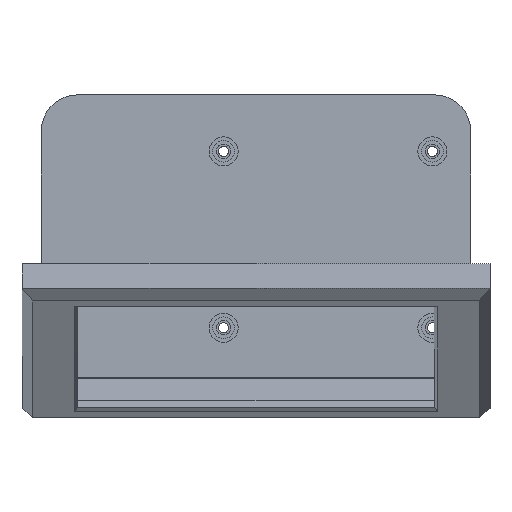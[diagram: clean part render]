
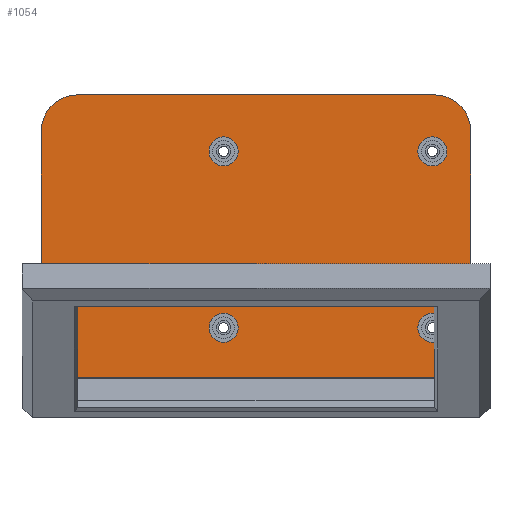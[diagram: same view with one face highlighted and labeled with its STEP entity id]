
A CAD part, top view. The second image highlights one B-rep face of the part: STEP entity #1054.
In plain terms, the highlighted planar face has unit normal (0, 0, 1).
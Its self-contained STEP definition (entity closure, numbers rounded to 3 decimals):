
#26=CIRCLE('',#1104,10.);
#32=CIRCLE('',#1113,10.);
#37=CIRCLE('',#1123,4.033);
#40=CIRCLE('',#1128,4.033);
#43=CIRCLE('',#1133,4.033);
#46=CIRCLE('',#1138,4.033);
#78=FACE_BOUND('',#215,.T.);
#79=FACE_BOUND('',#216,.T.);
#80=FACE_BOUND('',#217,.T.);
#81=FACE_BOUND('',#218,.T.);
#142=FACE_OUTER_BOUND('',#214,.T.);
#214=EDGE_LOOP('',(#941,#942,#943,#944,#945,#946));
#215=EDGE_LOOP('',(#947));
#216=EDGE_LOOP('',(#948));
#217=EDGE_LOOP('',(#949));
#218=EDGE_LOOP('',(#950));
#301=LINE('',#1643,#413);
#325=LINE('',#1738,#437);
#327=LINE('',#1741,#439);
#330=LINE('',#1746,#442);
#413=VECTOR('',#1329,10.);
#437=VECTOR('',#1441,10.);
#439=VECTOR('',#1445,10.);
#442=VECTOR('',#1452,10.);
#493=VERTEX_POINT('',#1618);
#494=VERTEX_POINT('',#1620);
#503=VERTEX_POINT('',#1642);
#504=VERTEX_POINT('',#1646);
#509=VERTEX_POINT('',#1666);
#512=VERTEX_POINT('',#1676);
#515=VERTEX_POINT('',#1686);
#518=VERTEX_POINT('',#1696);
#529=VERTEX_POINT('',#1735);
#530=VERTEX_POINT('',#1737);
#609=EDGE_CURVE('',#493,#494,#26,.T.);
#620=EDGE_CURVE('',#494,#503,#301,.T.);
#622=EDGE_CURVE('',#503,#504,#32,.T.);
#632=EDGE_CURVE('',#509,#509,#37,.T.);
#637=EDGE_CURVE('',#512,#512,#40,.T.);
#642=EDGE_CURVE('',#515,#515,#43,.T.);
#647=EDGE_CURVE('',#518,#518,#46,.T.);
#665=EDGE_CURVE('',#530,#529,#325,.T.);
#667=EDGE_CURVE('',#504,#529,#327,.F.);
#670=EDGE_CURVE('',#530,#493,#330,.F.);
#941=ORIENTED_EDGE('',*,*,#609,.F.);
#942=ORIENTED_EDGE('',*,*,#670,.F.);
#943=ORIENTED_EDGE('',*,*,#665,.T.);
#944=ORIENTED_EDGE('',*,*,#667,.F.);
#945=ORIENTED_EDGE('',*,*,#622,.F.);
#946=ORIENTED_EDGE('',*,*,#620,.F.);
#947=ORIENTED_EDGE('',*,*,#632,.F.);
#948=ORIENTED_EDGE('',*,*,#642,.F.);
#949=ORIENTED_EDGE('',*,*,#647,.F.);
#950=ORIENTED_EDGE('',*,*,#637,.F.);
#993=PLANE('',#1159);
#1054=ADVANCED_FACE('',(#142,#78,#79,#80,#81),#993,.T.);
#1104=AXIS2_PLACEMENT_3D('',#1621,#1308,#1309);
#1113=AXIS2_PLACEMENT_3D('',#1647,#1333,#1334);
#1123=AXIS2_PLACEMENT_3D('',#1667,#1358,#1359);
#1128=AXIS2_PLACEMENT_3D('',#1677,#1370,#1371);
#1133=AXIS2_PLACEMENT_3D('',#1687,#1382,#1383);
#1138=AXIS2_PLACEMENT_3D('',#1697,#1394,#1395);
#1159=AXIS2_PLACEMENT_3D('',#1747,#1453,#1454);
#1308=DIRECTION('center_axis',(0.,0.,-1.));
#1309=DIRECTION('ref_axis',(-0.707,0.707,0.));
#1329=DIRECTION('',(1.,0.,0.));
#1333=DIRECTION('center_axis',(0.,0.,-1.));
#1334=DIRECTION('ref_axis',(0.707,0.707,0.));
#1358=DIRECTION('center_axis',(0.,0.,
1.));
#1359=DIRECTION('ref_axis',(0.,-1.,0.));
#1370=DIRECTION('center_axis',(0.,0.,
1.));
#1371=DIRECTION('ref_axis',(0.,-1.,0.));
#1382=DIRECTION('center_axis',(0.,0.,
1.));
#1383=DIRECTION('ref_axis',(0.,-1.,0.));
#1394=DIRECTION('center_axis',(0.,0.,
1.));
#1395=DIRECTION('ref_axis',(0.,-1.,0.));
#1441=DIRECTION('',(1.,0.,0.));
#1445=DIRECTION('',(0.,1.,0.));
#1452=DIRECTION('',(0.,-1.,0.));
#1453=DIRECTION('center_axis',(0.,0.,1.));
#1454=DIRECTION('ref_axis',(1.,0.,0.));
#1618=CARTESIAN_POINT('',(-59.6,-24.8,-1.));
#1620=CARTESIAN_POINT('',(-49.6,-14.8,-1.));
#1621=CARTESIAN_POINT('Origin',(-49.6,-24.8,-1.));
#1642=CARTESIAN_POINT('',(49.6,-14.8,-1.));
#1643=CARTESIAN_POINT('',(-37.3,-14.8,-1.));
#1646=CARTESIAN_POINT('',(59.6,-24.8,-1.));
#1647=CARTESIAN_POINT('Origin',(49.6,-24.8,-1.));
#1666=CARTESIAN_POINT('',(49.,-26.467,-1.));
#1667=CARTESIAN_POINT('Origin',(49.,-30.5,-1.));
#1676=CARTESIAN_POINT('',(49.,-75.467,-1.));
#1677=CARTESIAN_POINT('Origin',(49.,-79.5,-1.));
#1686=CARTESIAN_POINT('',(-9.,-75.467,-1.));
#1687=CARTESIAN_POINT('Origin',(-9.,-79.5,-1.));
#1696=CARTESIAN_POINT('',(-9.,-26.467,-1.));
#1697=CARTESIAN_POINT('Origin',(-9.,-30.5,-1.));
#1735=CARTESIAN_POINT('',(59.6,-93.667,-1.));
#1737=CARTESIAN_POINT('',(-59.6,-93.667,-1.));
#1738=CARTESIAN_POINT('',(0.,-93.667,-1.));
#1741=CARTESIAN_POINT('',(59.6,32.6,-1.));
#1746=CARTESIAN_POINT('',(-59.6,-52.6,-1.));
#1747=CARTESIAN_POINT('Origin',(0.,-10.,-1.));
